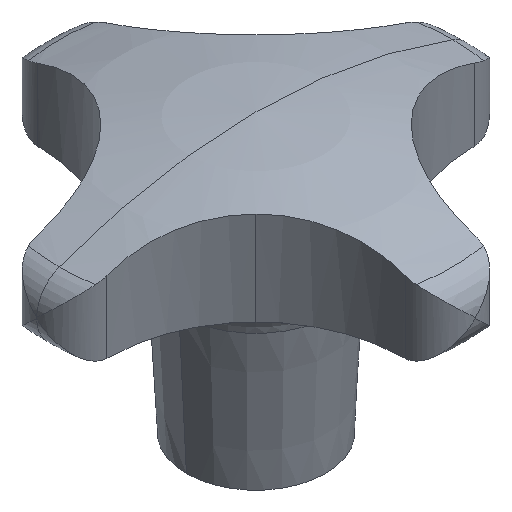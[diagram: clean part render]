
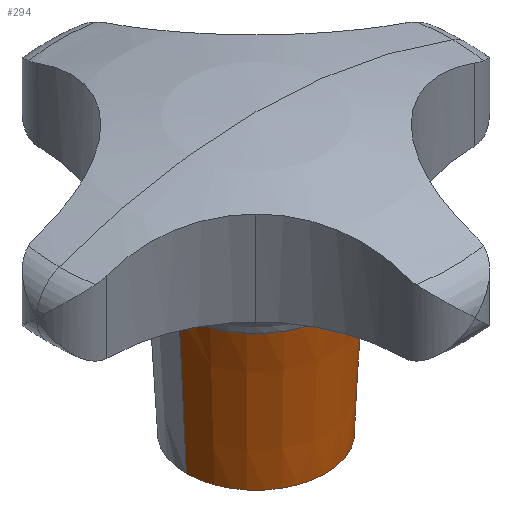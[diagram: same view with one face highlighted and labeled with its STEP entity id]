
A CAD part, isometric view. The second image highlights one B-rep face of the part: STEP entity #294.
In plain terms, the highlighted conical face has half-angle 3 degrees and reference radius 10.531 mm.
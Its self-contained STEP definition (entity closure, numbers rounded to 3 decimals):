
#290=EDGE_CURVE('',#410,#310,#766,.T.);
#294=ADVANCED_FACE('',(#770),#771,.T.);
#310=VERTEX_POINT('',#788);
#328=EDGE_CURVE('',#582,#410,#808,.T.);
#410=VERTEX_POINT('',#901);
#546=EDGE_CURVE('',#576,#310,#1050,.T.);
#576=VERTEX_POINT('',#1083);
#582=VERTEX_POINT('',#1089);
#586=EDGE_CURVE('',#576,#582,#1093,.T.);
#766=LINE('',#1321,#1322);
#770=FACE_OUTER_BOUND('',#1327,.T.);
#771=CONICAL_SURFACE('',#1328,10.531,0.052);
#788=CARTESIAN_POINT('',(-11.062,0.,20.262));
#808=CIRCLE('',#1412,10.0);
#901=CARTESIAN_POINT('',(-10.0,0.,0.));
#1050=CIRCLE('',#2118,11.062);
#1083=CARTESIAN_POINT('',(11.062,0.,20.262));
#1089=CARTESIAN_POINT('',(10.0,0.,0.));
#1093=LINE('',#2173,#2174);
#1321=CARTESIAN_POINT('',(-10.531,0.,10.131));
#1322=VECTOR('',#2583,1.0);
#1327=EDGE_LOOP('',(#2588,#2589,#2590,#2591));
#1328=AXIS2_PLACEMENT_3D('',#2592,#2593,#2594);
#1412=AXIS2_PLACEMENT_3D('',#2633,#2634,#2635);
#2118=AXIS2_PLACEMENT_3D('',#2896,#2897,#2898);
#2173=CARTESIAN_POINT('',(10.531,0.,10.131));
#2174=VECTOR('',#2942,1.0);
#2583=DIRECTION('',(-0.052,0.,0.999));
#2588=ORIENTED_EDGE('',*,*,#586,.F.);
#2589=ORIENTED_EDGE('',*,*,#546,.T.);
#2590=ORIENTED_EDGE('',*,*,#290,.F.);
#2591=ORIENTED_EDGE('',*,*,#328,.F.);
#2592=CARTESIAN_POINT('',(0.0,0.,10.131));
#2593=DIRECTION('',(-0.0,-0.0,1.0));
#2594=DIRECTION('',(1.0,0.,0.0));
#2633=CARTESIAN_POINT('',(0.0,0.,0.));
#2634=DIRECTION('',(0.0,0.0,-1.0));
#2635=DIRECTION('',(1.0,0.,0.0));
#2896=CARTESIAN_POINT('',(0.0,0.,20.262));
#2897=DIRECTION('',(0.0,0.0,-1.0));
#2898=DIRECTION('',(1.0,0.,0.0));
#2942=DIRECTION('',(-0.052,0.,-0.999));
